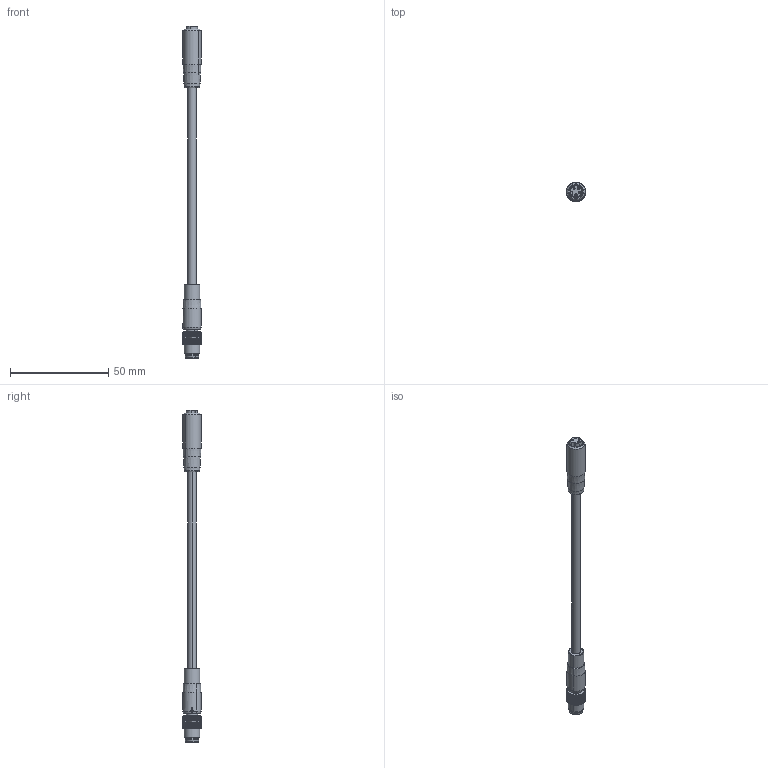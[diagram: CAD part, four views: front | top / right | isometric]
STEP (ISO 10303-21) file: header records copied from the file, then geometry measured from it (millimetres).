
FILE_DESCRIPTION(('CATIA V5 STEP Exchange','CAx-IF Rec.Pracs.--- Model Styling and Organization---1.5--- 2016-08-15','CAx-IF Rec.Pracs.---Supplemental Geometry---1.0---2011-11-01','CAx-IF Rec.Pracs.--- Composite Materials ---1.1---2010-07-15'),'2;1');
FILE_NAME ('262611-2_0', '2026-01-07T12:36:30+00:00', ('none'), ('Weidmueller'), 'CATIA Version 5-6 Release 2024 SP4', 'CATIA V5 STEP AP214 v3', 'none');
FILE_SCHEMA(('AUTOMOTIVE_DESIGN { 1 0 10303 214 1 1 1 1 }'));
Length unit declared in the file: millimetre
Products named in the file (1): 1948500000
Bounding box: 9.9 x 9.9 x 168.7 mm (x, y, z)
Volume: 5334 mm3; surface area: 5019.9 mm2
Topology: 2 solids, 11 shells, 613 faces, 1570 edges, 1000 vertices
Faces by surface type: cylinder 262, plane 212, cone 99, torus 28, sphere 8, revolution 4
Entity records: 18679 total; most frequent: CARTESIAN_POINT 5189, ORIENTED_EDGE 3108, DIRECTION 1963, EDGE_CURVE 1554, VERTEX_POINT 1000, AXIS2_PLACEMENT_3D 997, EDGE_LOOP 668, ADVANCED_FACE 613
